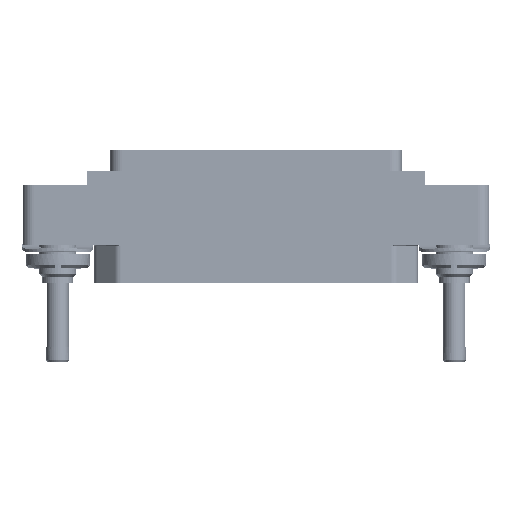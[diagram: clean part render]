
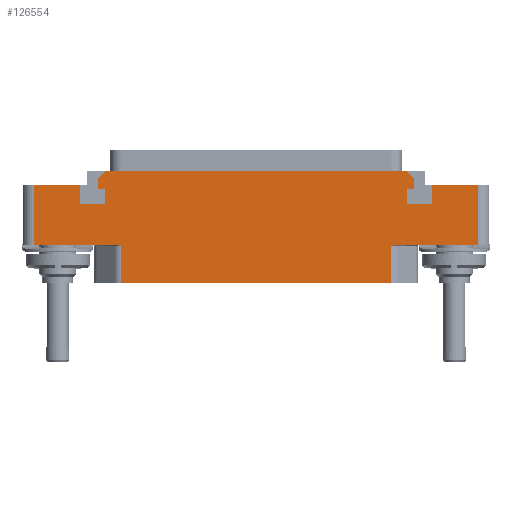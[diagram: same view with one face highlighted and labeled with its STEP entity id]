
A CAD part, top view. The second image highlights one B-rep face of the part: STEP entity #126554.
In plain terms, the highlighted planar face has unit normal (0, 0, 1).
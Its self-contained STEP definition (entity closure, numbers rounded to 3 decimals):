
#3093=DIRECTION('',(1.,0.,0.));
#3094=VECTOR('',#3093,14.082);
#3095=CARTESIAN_POINT('',(23.918,0.,7.));
#3096=LINE('',#3095,#3094);
#3150=DIRECTION('',(-1.,0.,0.));
#3151=VECTOR('',#3150,46.236);
#3152=CARTESIAN_POINT('',(23.118,-6.5,7.));
#3153=LINE('',#3152,#3151);
#4349=DIRECTION('',(1.,0.,0.));
#4350=VECTOR('',#4349,14.082);
#4351=CARTESIAN_POINT('',(-38.,0.,7.));
#4352=LINE('',#4351,#4350);
#6060=DIRECTION('',(0.,-1.,0.));
#6061=VECTOR('',#6060,10.25);
#6062=CARTESIAN_POINT('',(-38.,10.25,7.));
#6063=LINE('',#6062,#6061);
#6078=DIRECTION('',(1.,0.,0.));
#6079=VECTOR('',#6078,7.8);
#6080=CARTESIAN_POINT('',(-38.,10.25,7.));
#6081=LINE('',#6080,#6079);
#6082=DIRECTION('',(0.,-1.,0.));
#6083=VECTOR('',#6082,3.2);
#6084=CARTESIAN_POINT('',(-30.2,10.25,7.));
#6085=LINE('',#6084,#6083);
#6086=DIRECTION('',(1.,0.,0.));
#6087=VECTOR('',#6086,4.4);
#6088=CARTESIAN_POINT('',(-30.2,7.05,7.));
#6089=LINE('',#6088,#6087);
#6090=DIRECTION('',(0.,1.,0.));
#6091=VECTOR('',#6090,2.6);
#6092=CARTESIAN_POINT('',(-25.8,7.05,7.));
#6093=LINE('',#6092,#6091);
#6094=DIRECTION('',(-1.,0.,0.));
#6095=VECTOR('',#6094,1.2);
#6096=CARTESIAN_POINT('',(-25.8,9.65,7.));
#6097=LINE('',#6096,#6095);
#6098=DIRECTION('',(0.,-1.,0.));
#6099=VECTOR('',#6098,1.9);
#6100=CARTESIAN_POINT('',(-27.,11.55,7.));
#6101=LINE('',#6100,#6099);
#6102=DIRECTION('',(1.,0.,0.));
#6103=VECTOR('',#6102,51.6);
#6104=CARTESIAN_POINT('',(-25.8,12.75,7.));
#6105=LINE('',#6104,#6103);
#6106=DIRECTION('',(0.,-1.,0.));
#6107=VECTOR('',#6106,1.9);
#6108=CARTESIAN_POINT('',(27.,11.55,7.));
#6109=LINE('',#6108,#6107);
#6110=DIRECTION('',(-1.,0.,0.));
#6111=VECTOR('',#6110,1.2);
#6112=CARTESIAN_POINT('',(27.,9.65,7.));
#6113=LINE('',#6112,#6111);
#6114=DIRECTION('',(0.,-1.,0.));
#6115=VECTOR('',#6114,2.6);
#6116=CARTESIAN_POINT('',(25.8,9.65,7.));
#6117=LINE('',#6116,#6115);
#6118=DIRECTION('',(1.,0.,0.));
#6119=VECTOR('',#6118,4.4);
#6120=CARTESIAN_POINT('',(25.8,7.05,7.));
#6121=LINE('',#6120,#6119);
#6122=DIRECTION('',(0.,1.,0.));
#6123=VECTOR('',#6122,3.2);
#6124=CARTESIAN_POINT('',(30.2,7.05,7.));
#6125=LINE('',#6124,#6123);
#6126=DIRECTION('',(1.,0.,0.));
#6127=VECTOR('',#6126,7.8);
#6128=CARTESIAN_POINT('',(30.2,10.25,7.));
#6129=LINE('',#6128,#6127);
#6135=CARTESIAN_POINT('',(23.118,-0.2,7.));
#6136=CARTESIAN_POINT('',(23.14,-0.192,7.));
#6137=CARTESIAN_POINT('',(23.184,-0.176,7.));
#6138=CARTESIAN_POINT('',(23.251,-0.152,7.));
#6139=CARTESIAN_POINT('',(23.318,-0.128,7.));
#6140=CARTESIAN_POINT('',(23.385,-0.106,7.));
#6141=CARTESIAN_POINT('',(23.451,-0.085,7.));
#6142=CARTESIAN_POINT('',(23.515,-0.066,7.));
#6143=CARTESIAN_POINT('',(23.577,-0.049,7.));
#6144=CARTESIAN_POINT('',(23.636,-0.035,7.));
#6145=CARTESIAN_POINT('',(23.688,-0.024,7.));
#6146=CARTESIAN_POINT('',(23.734,-0.016,7.));
#6147=CARTESIAN_POINT('',(23.776,-0.01,7.));
#6148=CARTESIAN_POINT('',(23.814,-0.005,7.));
#6149=CARTESIAN_POINT('',(23.85,-0.002,7.));
#6150=CARTESIAN_POINT('',(23.884,0.,7.));
#6151=CARTESIAN_POINT('',(23.907,0.,7.));
#6152=CARTESIAN_POINT('',(23.918,0.,7.));
#6168=DIRECTION('',(0.,1.,0.));
#6169=VECTOR('',#6168,6.3);
#6170=CARTESIAN_POINT('',(23.118,-6.5,7.));
#6171=LINE('',#6170,#6169);
#6185=DIRECTION('',(0.,1.,0.));
#6186=VECTOR('',#6185,6.3);
#6187=CARTESIAN_POINT('',(-23.118,-6.5,7.));
#6188=LINE('',#6187,#6186);
#6213=CARTESIAN_POINT('',(-23.918,0.,7.));
#6214=CARTESIAN_POINT('',(-23.907,0.,7.));
#6215=CARTESIAN_POINT('',(-23.884,0.,7.));
#6216=CARTESIAN_POINT('',(-23.85,-0.002,7.));
#6217=CARTESIAN_POINT('',(-23.814,-0.005,7.));
#6218=CARTESIAN_POINT('',(-23.776,-0.01,7.));
#6219=CARTESIAN_POINT('',(-23.734,-0.016,7.));
#6220=CARTESIAN_POINT('',(-23.688,-0.024,7.));
#6221=CARTESIAN_POINT('',(-23.636,-0.035,7.));
#6222=CARTESIAN_POINT('',(-23.577,-0.049,7.));
#6223=CARTESIAN_POINT('',(-23.515,-0.066,7.));
#6224=CARTESIAN_POINT('',(-23.451,-0.085,7.));
#6225=CARTESIAN_POINT('',(-23.385,-0.106,7.));
#6226=CARTESIAN_POINT('',(-23.318,-0.128,7.));
#6227=CARTESIAN_POINT('',(-23.251,-0.152,7.));
#6228=CARTESIAN_POINT('',(-23.184,-0.176,7.));
#6229=CARTESIAN_POINT('',(-23.14,-0.192,7.));
#6230=CARTESIAN_POINT('',(-23.118,-0.2,7.));
#6412=DIRECTION('',(-0.707,-0.707,0.));
#6413=VECTOR('',#6412,1.697);
#6414=CARTESIAN_POINT('',(-25.8,12.75,7.));
#6415=LINE('',#6414,#6413);
#6452=DIRECTION('',(0.707,-0.707,0.));
#6453=VECTOR('',#6452,1.697);
#6454=CARTESIAN_POINT('',(25.8,12.75,7.));
#6455=LINE('',#6454,#6453);
#6522=DIRECTION('',(0.,1.,0.));
#6523=VECTOR('',#6522,10.25);
#6524=CARTESIAN_POINT('',(38.,0.,7.));
#6525=LINE('',#6524,#6523);
#102144=CARTESIAN_POINT('',(-30.2,10.25,7.));
#102145=CARTESIAN_POINT('',(-30.2,7.05,7.));
#102146=VERTEX_POINT('',#102144);
#102147=VERTEX_POINT('',#102145);
#102148=CARTESIAN_POINT('',(-25.8,7.05,7.));
#102149=VERTEX_POINT('',#102148);
#102150=CARTESIAN_POINT('',(-25.8,9.65,7.));
#102151=VERTEX_POINT('',#102150);
#102152=CARTESIAN_POINT('',(-27.,9.65,7.));
#102153=VERTEX_POINT('',#102152);
#102154=CARTESIAN_POINT('',(27.,9.65,7.));
#102155=CARTESIAN_POINT('',(25.8,9.65,7.));
#102156=VERTEX_POINT('',#102154);
#102157=VERTEX_POINT('',#102155);
#102158=CARTESIAN_POINT('',(25.8,7.05,7.));
#102159=VERTEX_POINT('',#102158);
#102160=CARTESIAN_POINT('',(30.2,7.05,7.));
#102161=VERTEX_POINT('',#102160);
#102162=CARTESIAN_POINT('',(30.2,10.25,7.));
#102163=VERTEX_POINT('',#102162);
#102168=CARTESIAN_POINT('',(-25.8,12.75,7.));
#102170=VERTEX_POINT('',#102168);
#102172=CARTESIAN_POINT('',(-27.,11.55,7.));
#102174=VERTEX_POINT('',#102172);
#102176=CARTESIAN_POINT('',(25.8,12.75,7.));
#102178=VERTEX_POINT('',#102176);
#102180=CARTESIAN_POINT('',(27.,11.55,7.));
#102182=VERTEX_POINT('',#102180);
#102272=CARTESIAN_POINT('',(38.,0.,7.));
#102273=CARTESIAN_POINT('',(38.,10.25,7.));
#102274=VERTEX_POINT('',#102272);
#102275=VERTEX_POINT('',#102273);
#102280=CARTESIAN_POINT('',(-38.,10.25,7.));
#102281=CARTESIAN_POINT('',(-38.,0.,7.));
#102282=VERTEX_POINT('',#102280);
#102283=VERTEX_POINT('',#102281);
#102485=CARTESIAN_POINT('',(23.118,-6.5,7.));
#102487=VERTEX_POINT('',#102485);
#102488=CARTESIAN_POINT('',(-23.118,-6.5,7.));
#102490=VERTEX_POINT('',#102488);
#102552=CARTESIAN_POINT('',(-23.118,-0.2,7.));
#102553=VERTEX_POINT('',#102552);
#102554=CARTESIAN_POINT('',(-23.918,0.,7.));
#102555=VERTEX_POINT('',#102554);
#102556=CARTESIAN_POINT('',(23.118,-0.2,7.));
#102558=VERTEX_POINT('',#102556);
#102560=CARTESIAN_POINT('',(23.918,0.,7.));
#102562=VERTEX_POINT('',#102560);
#126506=CARTESIAN_POINT('',(0.,0.,7.));
#126507=DIRECTION('',(0.,0.,-1.));
#126508=DIRECTION('',(-1.,0.,0.));
#126509=AXIS2_PLACEMENT_3D('',#126506,#126507,#126508);
#126510=PLANE('',#126509);
#126511=ORIENTED_EDGE('',*,*,#124439,.F.);
#126513=ORIENTED_EDGE('',*,*,#126512,.F.);
#126515=ORIENTED_EDGE('',*,*,#126514,.F.);
#126516=ORIENTED_EDGE('',*,*,#124511,.T.);
#126518=ORIENTED_EDGE('',*,*,#126517,.T.);
#126520=ORIENTED_EDGE('',*,*,#126519,.F.);
#126521=ORIENTED_EDGE('',*,*,#124762,.F.);
#126522=ORIENTED_EDGE('',*,*,#126498,.F.);
#126523=ORIENTED_EDGE('',*,*,#126220,.T.);
#126525=ORIENTED_EDGE('',*,*,#126524,.T.);
#126527=ORIENTED_EDGE('',*,*,#126526,.T.);
#126529=ORIENTED_EDGE('',*,*,#126528,.T.);
#126531=ORIENTED_EDGE('',*,*,#126530,.T.);
#126533=ORIENTED_EDGE('',*,*,#126532,.F.);
#126535=ORIENTED_EDGE('',*,*,#126534,.F.);
#126536=ORIENTED_EDGE('',*,*,#123943,.T.);
#126538=ORIENTED_EDGE('',*,*,#126537,.T.);
#126540=ORIENTED_EDGE('',*,*,#126539,.T.);
#126542=ORIENTED_EDGE('',*,*,#126541,.T.);
#126544=ORIENTED_EDGE('',*,*,#126543,.T.);
#126546=ORIENTED_EDGE('',*,*,#126545,.T.);
#126548=ORIENTED_EDGE('',*,*,#126547,.T.);
#126549=ORIENTED_EDGE('',*,*,#124017,.T.);
#126551=ORIENTED_EDGE('',*,*,#126550,.F.);
#126552=EDGE_LOOP('',(#126511,#126513,#126515,#126516,#126518,#126520,#126521,
#126522,#126523,#126525,#126527,#126529,#126531,#126533,#126535,#126536,#126538,
#126540,#126542,#126544,#126546,#126548,#126549,#126551));
#126553=FACE_OUTER_BOUND('',#126552,.F.);
#126554=ADVANCED_FACE('',(#126553),#126510,.F.);
#6153=B_SPLINE_CURVE_WITH_KNOTS('',3,(#6135,#6136,#6137,#6138,#6139,#6140,#6141,
#6142,#6143,#6144,#6145,#6146,#6147,#6148,#6149,#6150,#6151,#6152),
.UNSPECIFIED.,.F.,.F.,(4,1,1,1,1,1,1,1,1,1,1,1,1,1,1,4),(0.,0.067,
0.133,0.2,0.267,0.333,0.4,
0.467,0.533,0.6,0.667,0.733,
0.8,0.867,0.933,1.),.UNSPECIFIED.);
#6231=B_SPLINE_CURVE_WITH_KNOTS('',3,(#6213,#6214,#6215,#6216,#6217,#6218,#6219,
#6220,#6221,#6222,#6223,#6224,#6225,#6226,#6227,#6228,#6229,#6230),
.UNSPECIFIED.,.F.,.F.,(4,1,1,1,1,1,1,1,1,1,1,1,1,1,1,4),(0.,0.067,
0.133,0.2,0.267,0.333,0.4,
0.467,0.533,0.6,0.667,0.733,
0.8,0.867,0.933,1.),.UNSPECIFIED.);
#123943=EDGE_CURVE('',#102170,#102178,#6105,.T.);
#124017=EDGE_CURVE('',#102163,#102275,#6129,.T.);
#124439=EDGE_CURVE('',#102562,#102274,#3096,.T.);
#124511=EDGE_CURVE('',#102487,#102490,#3153,.T.);
#124762=EDGE_CURVE('',#102283,#102555,#4352,.T.);
#126220=EDGE_CURVE('',#102282,#102146,#6081,.T.);
#126498=EDGE_CURVE('',#102282,#102283,#6063,.T.);
#126512=EDGE_CURVE('',#102558,#102562,#6153,.T.);
#126514=EDGE_CURVE('',#102487,#102558,#6171,.T.);
#126517=EDGE_CURVE('',#102490,#102553,#6188,.T.);
#126519=EDGE_CURVE('',#102555,#102553,#6231,.T.);
#126524=EDGE_CURVE('',#102146,#102147,#6085,.T.);
#126526=EDGE_CURVE('',#102147,#102149,#6089,.T.);
#126528=EDGE_CURVE('',#102149,#102151,#6093,.T.);
#126530=EDGE_CURVE('',#102151,#102153,#6097,.T.);
#126532=EDGE_CURVE('',#102174,#102153,#6101,.T.);
#126534=EDGE_CURVE('',#102170,#102174,#6415,.T.);
#126537=EDGE_CURVE('',#102178,#102182,#6455,.T.);
#126539=EDGE_CURVE('',#102182,#102156,#6109,.T.);
#126541=EDGE_CURVE('',#102156,#102157,#6113,.T.);
#126543=EDGE_CURVE('',#102157,#102159,#6117,.T.);
#126545=EDGE_CURVE('',#102159,#102161,#6121,.T.);
#126547=EDGE_CURVE('',#102161,#102163,#6125,.T.);
#126550=EDGE_CURVE('',#102274,#102275,#6525,.T.);
